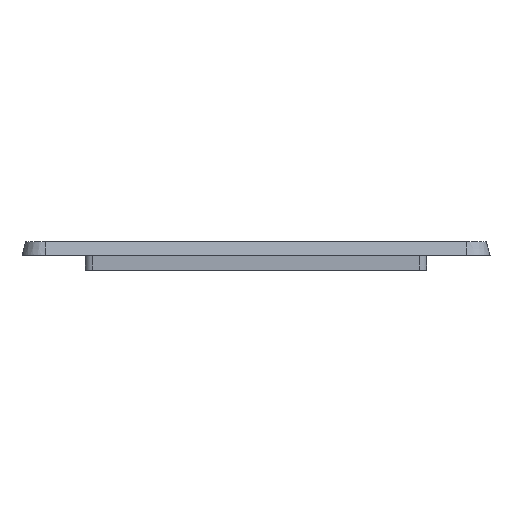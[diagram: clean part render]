
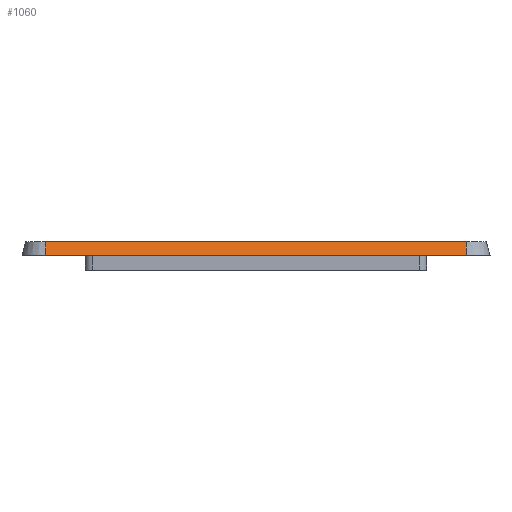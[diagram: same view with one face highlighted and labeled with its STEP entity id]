
A CAD part, left-side view. The second image highlights one B-rep face of the part: STEP entity #1060.
In plain terms, the highlighted planar face has unit normal (-0.966, 0, 0.259).
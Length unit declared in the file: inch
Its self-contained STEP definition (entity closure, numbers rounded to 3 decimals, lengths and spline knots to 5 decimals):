
#17 = CARTESIAN_POINT ( 'NONE',  ( -2.73947, -1.695, 0. ) ) ;
#26 = EDGE_LOOP ( 'NONE', ( #725, #796, #158, #1032 ) ) ;
#68 = CARTESIAN_POINT ( 'NONE',  ( -2.71, 0., 0.11 ) ) ;
#118 = LINE ( 'NONE', #549, #173 ) ;
#158 = ORIENTED_EDGE ( 'NONE', *, *, #673, .F. ) ;
#173 = VECTOR ( 'NONE', #1036, 39.37008 ) ;
#348 = VECTOR ( 'NONE', #639, 39.37008 ) ;
#380 = CARTESIAN_POINT ( 'NONE',  ( -2.71, 1.695, 0.11 ) ) ;
#387 = LINE ( 'NONE', #68, #1043 ) ;
#389 = EDGE_CURVE ( 'NONE', #1308, #1066, #118, .T. ) ;
#463 = CARTESIAN_POINT ( 'NONE',  ( -2.73947, 1.695, 0. ) ) ;
#483 = DIRECTION ( 'NONE',  ( 0., -1., 0. ) ) ;
#504 = DIRECTION ( 'NONE',  ( 0., -1., 0. ) ) ;
#549 = CARTESIAN_POINT ( 'NONE',  ( -2.73947, 0., 0. ) ) ;
#639 = DIRECTION ( 'NONE',  ( -0.259, 0., -0.966 ) ) ;
#644 = EDGE_CURVE ( 'NONE', #1074, #712, #387, .T. ) ;
#668 = VECTOR ( 'NONE', #1207, 39.37008 ) ;
#673 = EDGE_CURVE ( 'NONE', #712, #1308, #840, .T. ) ;
#704 = FACE_OUTER_BOUND ( 'NONE', #26, .T. ) ;
#712 = VERTEX_POINT ( 'NONE', #1381 ) ;
#725 = ORIENTED_EDGE ( 'NONE', *, *, #847, .T. ) ;
#796 = ORIENTED_EDGE ( 'NONE', *, *, #389, .F. ) ;
#840 = LINE ( 'NONE', #1371, #348 ) ;
#847 = EDGE_CURVE ( 'NONE', #1074, #1066, #1306, .T. ) ;
#995 = PLANE ( 'NONE',  #1111 ) ;
#1001 = CARTESIAN_POINT ( 'NONE',  ( -2.71, 0., 0.11 ) ) ;
#1032 = ORIENTED_EDGE ( 'NONE', *, *, #644, .F. ) ;
#1036 = DIRECTION ( 'NONE',  ( 0., 1., 0. ) ) ;
#1043 = VECTOR ( 'NONE', #504, 39.37008 ) ;
#1060 = ADVANCED_FACE ( 'NONE', ( #704 ), #995, .F. ) ;
#1066 = VERTEX_POINT ( 'NONE', #463 ) ;
#1074 = VERTEX_POINT ( 'NONE', #380 ) ;
#1111 = AXIS2_PLACEMENT_3D ( 'NONE', #1001, #1238, #483 ) ;
#1199 = CARTESIAN_POINT ( 'NONE',  ( -2.71, 1.695, 0.11 ) ) ;
#1207 = DIRECTION ( 'NONE',  ( -0.259, 0., -0.966 ) ) ;
#1238 = DIRECTION ( 'NONE',  ( 0.966, 0., -0.259 ) ) ;
#1306 = LINE ( 'NONE', #1199, #668 ) ;
#1308 = VERTEX_POINT ( 'NONE', #17 ) ;
#1371 = CARTESIAN_POINT ( 'NONE',  ( -2.71, -1.695, 0.11 ) ) ;
#1381 = CARTESIAN_POINT ( 'NONE',  ( -2.71, -1.695, 0.11 ) ) ;
